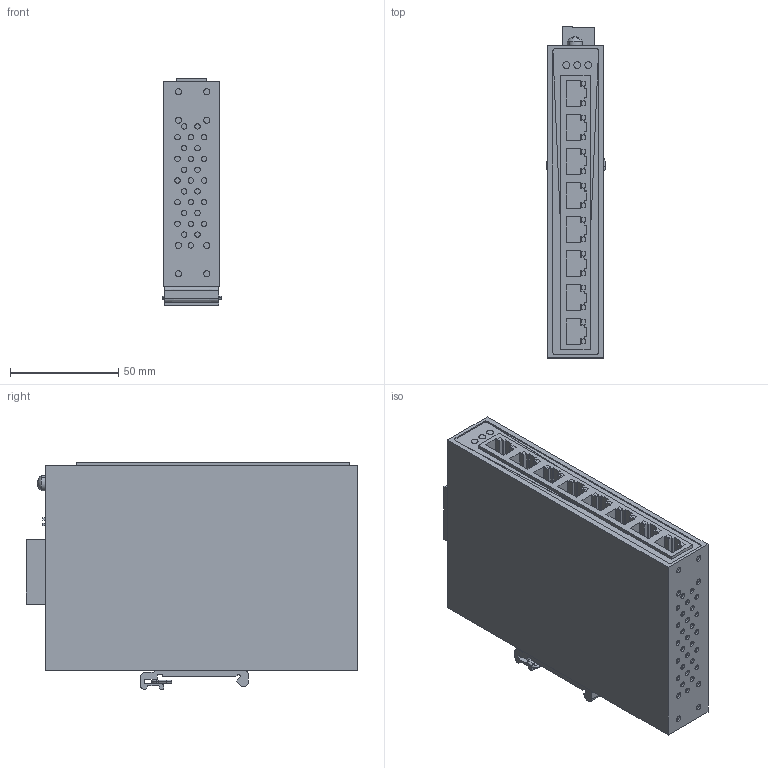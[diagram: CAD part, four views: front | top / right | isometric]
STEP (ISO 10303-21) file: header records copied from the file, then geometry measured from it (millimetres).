
FILE_DESCRIPTION(('CATIA V5 STEP Exchange','CAx-IF Rec.Pracs.--- Model Styling and Organization---1.4--- 2014-01-23'),'2;1');
FILE_NAME ('D1430384_2_2682230000_S3D_IE_SW_EL08_8GT.stp','2021-08-20T11:16:14+00:00',('none'),('Weidmueller'),'CATIA Version 5-6 Release 2016 SP3 HF44','CATIA V5 STEP AP214','none');
FILE_SCHEMA(('AUTOMOTIVE_DESIGN { 1 0 10303 214 1 1 1 1 }'));
Length unit declared in the file: millimetre
Products named in the file (1): S3D_IE_SW_EL08_8GT
Bounding box: 27.53 x 153.35 x 104.6 mm (x, y, z)
Volume: 357856.6 mm3; surface area: 62564.6 mm2
Topology: 34 solids, 34 shells, 793 faces, 1817 edges, 1196 vertices
Faces by surface type: plane 591, cylinder 172, extrusion 16, torus 12, sphere 2
Entity records: 22486 total; most frequent: CARTESIAN_POINT 4441, ORIENTED_EDGE 3634, DIRECTION 2994, EDGE_CURVE 1817, VECTOR 1361, LINE 1345, VERTEX_POINT 1196, AXIS2_PLACEMENT_3D 990
